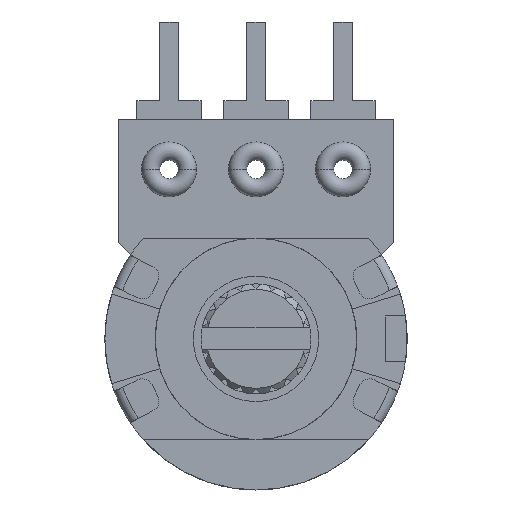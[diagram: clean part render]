
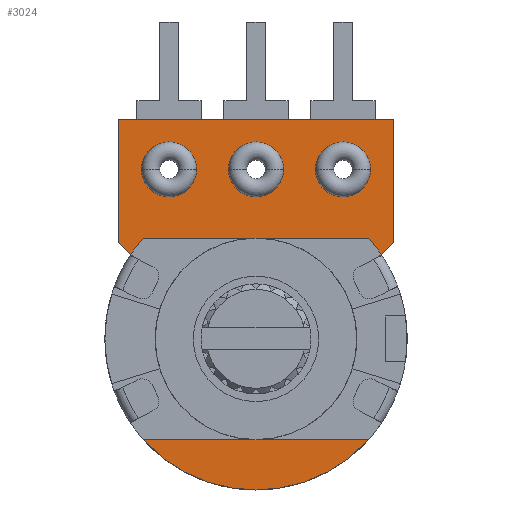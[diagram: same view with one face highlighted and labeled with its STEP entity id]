
A CAD part, front view. The second image highlights one B-rep face of the part: STEP entity #3024.
In plain terms, the highlighted planar face has unit normal (0, -1, 0).
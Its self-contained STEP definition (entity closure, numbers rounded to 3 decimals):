
#1737=CARTESIAN_POINT('',(0.,-7.2,9.25));
#1738=DIRECTION('',(0.,-1.,0.));
#1739=DIRECTION('',(-1.,0.,0.));
#1740=AXIS2_PLACEMENT_3D('',#1737,#1738,#1739);
#1742=CARTESIAN_POINT('',(0.,-7.2,9.25));
#1743=DIRECTION('',(0.,-1.,0.));
#1744=DIRECTION('',(1.,0.,0.));
#1745=AXIS2_PLACEMENT_3D('',#1742,#1743,#1744);
#1747=CARTESIAN_POINT('',(4.75,-7.2,9.25));
#1748=DIRECTION('',(0.,-1.,0.));
#1749=DIRECTION('',(-1.,0.,0.));
#1750=AXIS2_PLACEMENT_3D('',#1747,#1748,#1749);
#1752=CARTESIAN_POINT('',(4.75,-7.2,9.25));
#1753=DIRECTION('',(0.,-1.,0.));
#1754=DIRECTION('',(1.,0.,0.));
#1755=AXIS2_PLACEMENT_3D('',#1752,#1753,#1754);
#1757=CARTESIAN_POINT('',(-4.75,-7.2,9.25));
#1758=DIRECTION('',(0.,-1.,0.));
#1759=DIRECTION('',(-1.,0.,0.));
#1760=AXIS2_PLACEMENT_3D('',#1757,#1758,#1759);
#1762=CARTESIAN_POINT('',(-4.75,-7.2,9.25));
#1763=DIRECTION('',(0.,-1.,0.));
#1764=DIRECTION('',(1.,0.,0.));
#1765=AXIS2_PLACEMENT_3D('',#1762,#1763,#1764);
#1767=CARTESIAN_POINT('',(0.,-7.2,0.));
#1768=DIRECTION('',(0.,-1.,0.));
#1769=DIRECTION('',(0.829,0.,-0.559));
#1770=AXIS2_PLACEMENT_3D('',#1767,#1768,#1769);
#1772=DIRECTION('',(0.829,0.,-0.559));
#1773=VECTOR('',#1772,0.5);
#1774=CARTESIAN_POINT('',(6.427,-7.2,-4.331));
#1775=LINE('',#1774,#1773);
#1776=CARTESIAN_POINT('',(0.,-7.2,0.));
#1777=DIRECTION('',(0.,-1.,0.));
#1778=DIRECTION('',(-0.829,0.,-0.559));
#1779=AXIS2_PLACEMENT_3D('',#1776,#1777,#1778);
#1781=DIRECTION('',(0.829,0.,0.559));
#1782=VECTOR('',#1781,0.5);
#1783=CARTESIAN_POINT('',(-6.841,-7.2,-4.611));
#1784=LINE('',#1783,#1782);
#1785=CARTESIAN_POINT('',(0.,-7.2,0.));
#1786=DIRECTION('',(0.,-1.,0.));
#1787=DIRECTION('',(-0.939,0.,-0.343));
#1788=AXIS2_PLACEMENT_3D('',#1785,#1786,#1787);
#1790=DIRECTION('',(-0.939,0.,-0.343));
#1791=VECTOR('',#1790,0.5);
#1792=CARTESIAN_POINT('',(-7.28,-7.2,-2.658));
#1793=LINE('',#1792,#1791);
#1794=CARTESIAN_POINT('',(0.,-7.2,0.));
#1795=DIRECTION('',(0.,-1.,0.));
#1796=DIRECTION('',(-0.939,0.,0.343));
#1797=AXIS2_PLACEMENT_3D('',#1794,#1795,#1796);
#1799=DIRECTION('',(0.939,0.,-0.343));
#1800=VECTOR('',#1799,0.5);
#1801=CARTESIAN_POINT('',(-7.75,-7.2,2.829));
#1802=LINE('',#1801,#1800);
#1803=CARTESIAN_POINT('',(0.,-7.2,0.));
#1804=DIRECTION('',(0.,-1.,0.));
#1805=DIRECTION('',(-0.829,0.,0.559));
#1806=AXIS2_PLACEMENT_3D('',#1803,#1804,#1805);
#1808=DIRECTION('',(-0.829,0.,0.559));
#1809=VECTOR('',#1808,0.5);
#1810=CARTESIAN_POINT('',(-6.427,-7.2,4.331));
#1811=LINE('',#1810,#1809);
#1812=DIRECTION('',(-0.707,0.,0.707));
#1813=VECTOR('',#1812,0.932);
#1814=CARTESIAN_POINT('',(-6.841,-7.2,4.611));
#1815=LINE('',#1814,#1813);
#1816=DIRECTION('',(0.,0.,-1.));
#1817=VECTOR('',#1816,6.73);
#1818=CARTESIAN_POINT('',(-7.5,-7.2,12.));
#1819=LINE('',#1818,#1817);
#1820=DIRECTION('',(-1.,0.,0.));
#1821=VECTOR('',#1820,15.);
#1822=CARTESIAN_POINT('',(7.5,-7.2,12.));
#1823=LINE('',#1822,#1821);
#1824=DIRECTION('',(0.,0.,1.));
#1825=VECTOR('',#1824,6.73);
#1826=CARTESIAN_POINT('',(7.5,-7.2,5.27));
#1827=LINE('',#1826,#1825);
#1828=DIRECTION('',(-0.707,0.,-0.707));
#1829=VECTOR('',#1828,0.932);
#1830=CARTESIAN_POINT('',(7.5,-7.2,5.27));
#1831=LINE('',#1830,#1829);
#1832=DIRECTION('',(-0.829,0.,-0.559));
#1833=VECTOR('',#1832,0.5);
#1834=CARTESIAN_POINT('',(6.841,-7.2,4.611));
#1835=LINE('',#1834,#1833);
#1836=CARTESIAN_POINT('',(0.,-7.2,0.));
#1837=DIRECTION('',(0.,-1.,0.));
#1838=DIRECTION('',(0.939,0.,0.343));
#1839=AXIS2_PLACEMENT_3D('',#1836,#1837,#1838);
#1841=DIRECTION('',(0.939,0.,0.343));
#1842=VECTOR('',#1841,0.5);
#1843=CARTESIAN_POINT('',(7.28,-7.2,2.658));
#1844=LINE('',#1843,#1842);
#1845=CARTESIAN_POINT('',(0.,-7.2,0.));
#1846=DIRECTION('',(0.,-1.,0.));
#1847=DIRECTION('',(0.939,0.,-0.343));
#1848=AXIS2_PLACEMENT_3D('',#1845,#1846,#1847);
#1850=DIRECTION('',(-0.939,0.,0.343));
#1851=VECTOR('',#1850,0.5);
#1852=CARTESIAN_POINT('',(7.75,-7.2,-2.829));
#1853=LINE('',#1852,#1851);
#2613=CARTESIAN_POINT('',(7.5,-7.2,12.));
#2614=CARTESIAN_POINT('',(-7.5,-7.2,12.));
#2615=VERTEX_POINT('',#2613);
#2616=VERTEX_POINT('',#2614);
#2793=CARTESIAN_POINT('',(-1.5,-7.2,9.25));
#2794=CARTESIAN_POINT('',(1.5,-7.2,9.25));
#2795=VERTEX_POINT('',#2793);
#2796=VERTEX_POINT('',#2794);
#2801=CARTESIAN_POINT('',(3.25,-7.2,9.25));
#2802=CARTESIAN_POINT('',(6.25,-7.2,9.25));
#2803=VERTEX_POINT('',#2801);
#2804=VERTEX_POINT('',#2802);
#2809=CARTESIAN_POINT('',(-6.25,-7.2,9.25));
#2810=CARTESIAN_POINT('',(-3.25,-7.2,9.25));
#2811=VERTEX_POINT('',#2809);
#2812=VERTEX_POINT('',#2810);
#2861=CARTESIAN_POINT('',(6.427,-7.2,-4.331));
#2862=CARTESIAN_POINT('',(7.28,-7.2,-2.658));
#2863=VERTEX_POINT('',#2861);
#2864=VERTEX_POINT('',#2862);
#2865=CARTESIAN_POINT('',(6.841,-7.2,-4.611));
#2866=VERTEX_POINT('',#2865);
#2867=CARTESIAN_POINT('',(7.75,-7.2,-2.829));
#2868=VERTEX_POINT('',#2867);
#2869=CARTESIAN_POINT('',(-7.28,-7.2,-2.658));
#2870=CARTESIAN_POINT('',(-7.75,-7.2,-2.829));
#2871=VERTEX_POINT('',#2869);
#2872=VERTEX_POINT('',#2870);
#2873=CARTESIAN_POINT('',(-6.841,-7.2,-4.611));
#2874=CARTESIAN_POINT('',(-6.427,-7.2,-4.331));
#2875=VERTEX_POINT('',#2873);
#2876=VERTEX_POINT('',#2874);
#2877=CARTESIAN_POINT('',(7.28,-7.2,2.658));
#2878=CARTESIAN_POINT('',(7.75,-7.2,2.829));
#2879=VERTEX_POINT('',#2877);
#2880=VERTEX_POINT('',#2878);
#2881=CARTESIAN_POINT('',(7.5,-7.2,5.27));
#2882=CARTESIAN_POINT('',(6.841,-7.2,4.611));
#2883=VERTEX_POINT('',#2881);
#2884=VERTEX_POINT('',#2882);
#2885=CARTESIAN_POINT('',(6.427,-7.2,4.331));
#2886=VERTEX_POINT('',#2885);
#2887=CARTESIAN_POINT('',(-6.427,-7.2,4.331));
#2888=CARTESIAN_POINT('',(-7.28,-7.2,2.658));
#2889=VERTEX_POINT('',#2887);
#2890=VERTEX_POINT('',#2888);
#2891=CARTESIAN_POINT('',(-6.841,-7.2,4.611));
#2892=VERTEX_POINT('',#2891);
#2893=CARTESIAN_POINT('',(-7.5,-7.2,5.27));
#2894=VERTEX_POINT('',#2893);
#2895=CARTESIAN_POINT('',(-7.75,-7.2,2.829));
#2896=VERTEX_POINT('',#2895);
#2961=CARTESIAN_POINT('',(0.,-7.2,0.));
#2962=DIRECTION('',(0.,-1.,0.));
#2963=DIRECTION('',(-1.,0.,0.));
#2964=AXIS2_PLACEMENT_3D('',#2961,#2962,#2963);
#2965=PLANE('',#2964);
#2967=ORIENTED_EDGE('',*,*,#2966,.F.);
#2969=ORIENTED_EDGE('',*,*,#2968,.T.);
#2971=ORIENTED_EDGE('',*,*,#2970,.F.);
#2973=ORIENTED_EDGE('',*,*,#2972,.T.);
#2975=ORIENTED_EDGE('',*,*,#2974,.F.);
#2977=ORIENTED_EDGE('',*,*,#2976,.T.);
#2979=ORIENTED_EDGE('',*,*,#2978,.F.);
#2981=ORIENTED_EDGE('',*,*,#2980,.T.);
#2983=ORIENTED_EDGE('',*,*,#2982,.F.);
#2985=ORIENTED_EDGE('',*,*,#2984,.T.);
#2987=ORIENTED_EDGE('',*,*,#2986,.T.);
#2989=ORIENTED_EDGE('',*,*,#2988,.F.);
#2991=ORIENTED_EDGE('',*,*,#2990,.F.);
#2993=ORIENTED_EDGE('',*,*,#2992,.F.);
#2995=ORIENTED_EDGE('',*,*,#2994,.T.);
#2997=ORIENTED_EDGE('',*,*,#2996,.T.);
#2999=ORIENTED_EDGE('',*,*,#2998,.F.);
#3001=ORIENTED_EDGE('',*,*,#3000,.T.);
#3003=ORIENTED_EDGE('',*,*,#3002,.F.);
#3005=ORIENTED_EDGE('',*,*,#3004,.T.);
#3006=EDGE_LOOP('',(#2967,#2969,#2971,#2973,#2975,#2977,#2979,#2981,#2983,#2985,
#2987,#2989,#2991,#2993,#2995,#2997,#2999,#3001,#3003,#3005));
#3007=FACE_OUTER_BOUND('',#3006,.F.);
#3009=ORIENTED_EDGE('',*,*,#3008,.T.);
#3011=ORIENTED_EDGE('',*,*,#3010,.T.);
#3012=EDGE_LOOP('',(#3009,#3011));
#3013=FACE_BOUND('',#3012,.F.);
#3015=ORIENTED_EDGE('',*,*,#3014,.T.);
#3017=ORIENTED_EDGE('',*,*,#3016,.T.);
#3018=EDGE_LOOP('',(#3015,#3017));
#3019=FACE_BOUND('',#3018,.F.);
#3020=ORIENTED_EDGE('',*,*,#2954,.T.);
#3021=ORIENTED_EDGE('',*,*,#2908,.T.);
#3022=EDGE_LOOP('',(#3020,#3021));
#3023=FACE_BOUND('',#3022,.F.);
#3024=ADVANCED_FACE('',(#3007,#3013,#3019,#3023),#2965,.T.);
#1741=CIRCLE('',#1740,1.5);
#1746=CIRCLE('',#1745,1.5);
#1751=CIRCLE('',#1750,1.5);
#1756=CIRCLE('',#1755,1.5);
#1761=CIRCLE('',#1760,1.5);
#1766=CIRCLE('',#1765,1.5);
#1771=CIRCLE('',#1770,7.75);
#1780=CIRCLE('',#1779,8.25);
#1789=CIRCLE('',#1788,7.75);
#1798=CIRCLE('',#1797,8.25);
#1807=CIRCLE('',#1806,7.75);
#1840=CIRCLE('',#1839,7.75);
#1849=CIRCLE('',#1848,8.25);
#2908=EDGE_CURVE('',#2796,#2795,#1746,.T.);
#2954=EDGE_CURVE('',#2795,#2796,#1741,.T.);
#2966=EDGE_CURVE('',#2863,#2864,#1771,.T.);
#2968=EDGE_CURVE('',#2863,#2866,#1775,.T.);
#2970=EDGE_CURVE('',#2875,#2866,#1780,.T.);
#2972=EDGE_CURVE('',#2875,#2876,#1784,.T.);
#2974=EDGE_CURVE('',#2871,#2876,#1789,.T.);
#2976=EDGE_CURVE('',#2871,#2872,#1793,.T.);
#2978=EDGE_CURVE('',#2896,#2872,#1798,.T.);
#2980=EDGE_CURVE('',#2896,#2890,#1802,.T.);
#2982=EDGE_CURVE('',#2889,#2890,#1807,.T.);
#2984=EDGE_CURVE('',#2889,#2892,#1811,.T.);
#2986=EDGE_CURVE('',#2892,#2894,#1815,.T.);
#2988=EDGE_CURVE('',#2616,#2894,#1819,.T.);
#2990=EDGE_CURVE('',#2615,#2616,#1823,.T.);
#2992=EDGE_CURVE('',#2883,#2615,#1827,.T.);
#2994=EDGE_CURVE('',#2883,#2884,#1831,.T.);
#2996=EDGE_CURVE('',#2884,#2886,#1835,.T.);
#2998=EDGE_CURVE('',#2879,#2886,#1840,.T.);
#3000=EDGE_CURVE('',#2879,#2880,#1844,.T.);
#3002=EDGE_CURVE('',#2868,#2880,#1849,.T.);
#3004=EDGE_CURVE('',#2868,#2864,#1853,.T.);
#3008=EDGE_CURVE('',#2803,#2804,#1751,.T.);
#3010=EDGE_CURVE('',#2804,#2803,#1756,.T.);
#3014=EDGE_CURVE('',#2811,#2812,#1761,.T.);
#3016=EDGE_CURVE('',#2812,#2811,#1766,.T.);
